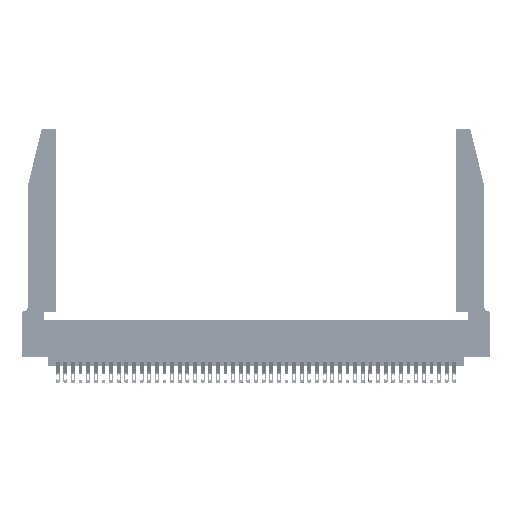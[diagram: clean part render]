
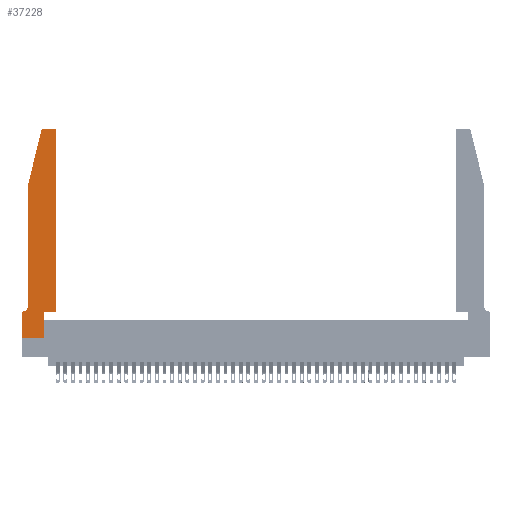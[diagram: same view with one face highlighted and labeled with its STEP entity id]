
A CAD part, top view. The second image highlights one B-rep face of the part: STEP entity #37228.
In plain terms, the highlighted planar face has unit normal (0, 0, 1).
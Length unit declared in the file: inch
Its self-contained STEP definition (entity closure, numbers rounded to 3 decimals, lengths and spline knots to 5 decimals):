
#1180 = CARTESIAN_POINT ( 'NONE',  ( 0.2605, 2.75, 0.37 ) ) ;
#1202 = CARTESIAN_POINT ( 'NONE',  ( 0.0755, 2., 0.37 ) ) ;
#1351 = DIRECTION ( 'NONE',  ( 0., 0., 1. ) ) ;
#2184 = CARTESIAN_POINT ( 'NONE',  ( 0.0755, 2., 0.37 ) ) ;
#2959 = CARTESIAN_POINT ( 'NONE',  ( 0.4205, 2.72, 0.37 ) ) ;
#3154 = LINE ( 'NONE', #37466, #5391 ) ;
#3274 = AXIS2_PLACEMENT_3D ( 'NONE', #7229, #34638, #31605 ) ;
#3428 = CARTESIAN_POINT ( 'NONE',  ( 0.4205, 2.75, 0.37 ) ) ;
#3846 = DIRECTION ( 'NONE',  ( 1., 0., 0. ) ) ;
#3914 = ORIENTED_EDGE ( 'NONE', *, *, #40466, .T. ) ;
#4253 = VERTEX_POINT ( 'NONE', #44285 ) ;
#4691 = ORIENTED_EDGE ( 'NONE', *, *, #23440, .T. ) ;
#4712 = VECTOR ( 'NONE', #40795, 39.37008 ) ;
#4724 = DIRECTION ( 'NONE',  ( 0., 0., 1. ) ) ;
#4858 = CARTESIAN_POINT ( 'NONE',  ( 0., 0., 0.37 ) ) ;
#5391 = VECTOR ( 'NONE', #17128, 39.37008 ) ;
#5681 = VECTOR ( 'NONE', #39571, 39.37008 ) ;
#6618 = CARTESIAN_POINT ( 'NONE',  ( 0.0755, 0.42, 0.37 ) ) ;
#6687 = EDGE_CURVE ( 'NONE', #25732, #23808, #3154, .T. ) ;
#6751 = ORIENTED_EDGE ( 'NONE', *, *, #24369, .T. ) ;
#7229 = CARTESIAN_POINT ( 'NONE',  ( 0.0055, 0.42, 0.37 ) ) ;
#7514 = CIRCLE ( 'NONE', #9676, 0.03 ) ;
#7712 = CARTESIAN_POINT ( 'NONE',  ( 0.4505, 0.35, 0.37 ) ) ;
#8178 = EDGE_CURVE ( 'NONE', #21805, #13426, #45249, .T. ) ;
#9676 = AXIS2_PLACEMENT_3D ( 'NONE', #39637, #4724, #22038 ) ;
#10257 = ORIENTED_EDGE ( 'NONE', *, *, #17577, .T. ) ;
#10326 = CARTESIAN_POINT ( 'NONE',  ( 0., 0., 0.37 ) ) ;
#10602 = EDGE_CURVE ( 'NONE', #27424, #32536, #31752, .T. ) ;
#10612 = VECTOR ( 'NONE', #3846, 39.37008 ) ;
#10805 = CARTESIAN_POINT ( 'NONE',  ( 0.2865, 0.35, 0.37 ) ) ;
#11946 = PLANE ( 'NONE',  #36030 ) ;
#12131 = VECTOR ( 'NONE', #19436, 39.37008 ) ;
#12164 = DIRECTION ( 'NONE',  ( -0.239, -0.971, 0. ) ) ;
#12864 = LINE ( 'NONE', #7712, #10612 ) ;
#12944 = CIRCLE ( 'NONE', #19944, 0.03 ) ;
#13091 = CARTESIAN_POINT ( 'NONE',  ( 0.25487, 2.72718, 0.37 ) ) ;
#13426 = VERTEX_POINT ( 'NONE', #44480 ) ;
#13619 = EDGE_CURVE ( 'NONE', #36569, #27424, #31453, .T. ) ;
#14142 = ORIENTED_EDGE ( 'NONE', *, *, #13619, .T. ) ;
#14263 = EDGE_CURVE ( 'NONE', #44405, #41610, #27002, .T. ) ;
#14776 = VERTEX_POINT ( 'NONE', #28789 ) ;
#15000 = LINE ( 'NONE', #15117, #5681 ) ;
#15117 = CARTESIAN_POINT ( 'NONE',  ( 0.0755, 0.35, 0.37 ) ) ;
#17128 = DIRECTION ( 'NONE',  ( 0., 1., 0. ) ) ;
#17577 = EDGE_CURVE ( 'NONE', #4253, #14776, #28311, .T. ) ;
#18636 = EDGE_CURVE ( 'NONE', #32536, #33946, #27075, .T. ) ;
#18747 = CARTESIAN_POINT ( 'NONE',  ( 0.2865, 0., 0.37 ) ) ;
#18787 = CARTESIAN_POINT ( 'NONE',  ( 0.284, 2.75, 0.37 ) ) ;
#18873 = CARTESIAN_POINT ( 'NONE',  ( 0.0055, 0.35, 0.37 ) ) ;
#19006 = DIRECTION ( 'NONE',  ( 0., -1., 0. ) ) ;
#19436 = DIRECTION ( 'NONE',  ( 1., 0., 0. ) ) ;
#19944 = AXIS2_PLACEMENT_3D ( 'NONE', #2959, #20742, #45256 ) ;
#20499 = VECTOR ( 'NONE', #12164, 39.37008 ) ;
#20742 = DIRECTION ( 'NONE',  ( 0., 0., 1. ) ) ;
#21805 = VERTEX_POINT ( 'NONE', #32542 ) ;
#22038 = DIRECTION ( 'NONE',  ( 1., 0., 0. ) ) ;
#23440 = EDGE_CURVE ( 'NONE', #23808, #4253, #12864, .T. ) ;
#23808 = VERTEX_POINT ( 'NONE', #10805 ) ;
#24369 = EDGE_CURVE ( 'NONE', #33946, #21805, #15000, .T. ) ;
#25460 = ORIENTED_EDGE ( 'NONE', *, *, #14263, .T. ) ;
#25539 = EDGE_CURVE ( 'NONE', #13426, #25732, #45007, .T. ) ;
#25711 = DIRECTION ( 'NONE',  ( -1., 0., 0. ) ) ;
#25732 = VERTEX_POINT ( 'NONE', #18747 ) ;
#27002 = LINE ( 'NONE', #1180, #40781 ) ;
#27075 = CIRCLE ( 'NONE', #3274, 0.07 ) ;
#27424 = VERTEX_POINT ( 'NONE', #2184 ) ;
#27952 = EDGE_CURVE ( 'NONE', #41610, #36569, #7514, .T. ) ;
#28311 = LINE ( 'NONE', #37718, #4712 ) ;
#28733 = EDGE_LOOP ( 'NONE', ( #25460, #38463, #14142, #37564, #41171, #6751, #34101, #42431, #43802, #4691, #10257, #3914 ) ) ;
#28789 = CARTESIAN_POINT ( 'NONE',  ( 0.4505, 2.72, 0.37 ) ) ;
#29567 = DIRECTION ( 'NONE',  ( 1., 0., 0. ) ) ;
#31127 = DIRECTION ( 'NONE',  ( 0., -1., 0. ) ) ;
#31453 = LINE ( 'NONE', #38949, #20499 ) ;
#31605 = DIRECTION ( 'NONE',  ( -1., 0., 0. ) ) ;
#31752 = LINE ( 'NONE', #1202, #38343 ) ;
#32536 = VERTEX_POINT ( 'NONE', #6618 ) ;
#32542 = CARTESIAN_POINT ( 'NONE',  ( 0., 0.35, 0.37 ) ) ;
#33061 = CARTESIAN_POINT ( 'NONE',  ( 0., 0.35, 0.37 ) ) ;
#33946 = VERTEX_POINT ( 'NONE', #18873 ) ;
#34101 = ORIENTED_EDGE ( 'NONE', *, *, #8178, .T. ) ;
#34544 = FACE_OUTER_BOUND ( 'NONE', #28733, .T. ) ;
#34638 = DIRECTION ( 'NONE',  ( 0., 0., -1. ) ) ;
#36030 = AXIS2_PLACEMENT_3D ( 'NONE', #33061, #1351, #29567 ) ;
#36569 = VERTEX_POINT ( 'NONE', #13091 ) ;
#37228 = ADVANCED_FACE ( 'NONE', ( #34544 ), #11946, .T. ) ;
#37466 = CARTESIAN_POINT ( 'NONE',  ( 0.2865, 0.35, 0.37 ) ) ;
#37564 = ORIENTED_EDGE ( 'NONE', *, *, #10602, .T. ) ;
#37718 = CARTESIAN_POINT ( 'NONE',  ( 0.4505, 0.35, 0.37 ) ) ;
#38343 = VECTOR ( 'NONE', #19006, 39.37008 ) ;
#38463 = ORIENTED_EDGE ( 'NONE', *, *, #27952, .T. ) ;
#38949 = CARTESIAN_POINT ( 'NONE',  ( 0.0755, 2., 0.37 ) ) ;
#39571 = DIRECTION ( 'NONE',  ( -1., 0., 0. ) ) ;
#39637 = CARTESIAN_POINT ( 'NONE',  ( 0.284, 2.72, 0.37 ) ) ;
#40466 = EDGE_CURVE ( 'NONE', #14776, #44405, #12944, .T. ) ;
#40781 = VECTOR ( 'NONE', #25711, 39.37008 ) ;
#40795 = DIRECTION ( 'NONE',  ( 0., 1., 0. ) ) ;
#41171 = ORIENTED_EDGE ( 'NONE', *, *, #18636, .T. ) ;
#41610 = VERTEX_POINT ( 'NONE', #18787 ) ;
#42431 = ORIENTED_EDGE ( 'NONE', *, *, #25539, .T. ) ;
#42530 = VECTOR ( 'NONE', #31127, 39.37008 ) ;
#43802 = ORIENTED_EDGE ( 'NONE', *, *, #6687, .T. ) ;
#44285 = CARTESIAN_POINT ( 'NONE',  ( 0.4505, 0.35, 0.37 ) ) ;
#44405 = VERTEX_POINT ( 'NONE', #3428 ) ;
#44480 = CARTESIAN_POINT ( 'NONE',  ( 0., 0., 0.37 ) ) ;
#45007 = LINE ( 'NONE', #4858, #12131 ) ;
#45249 = LINE ( 'NONE', #10326, #42530 ) ;
#45256 = DIRECTION ( 'NONE',  ( 1., 0., 0. ) ) ;
